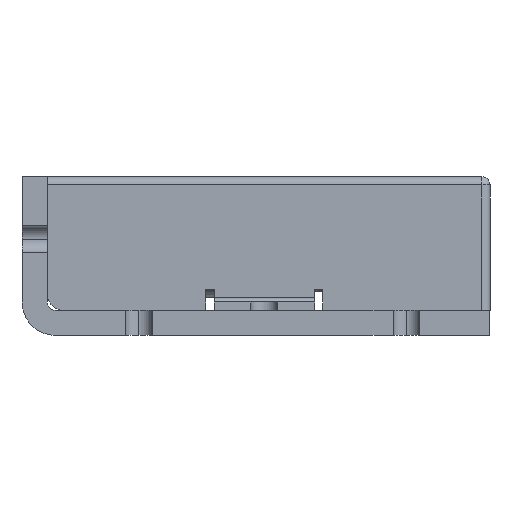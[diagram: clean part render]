
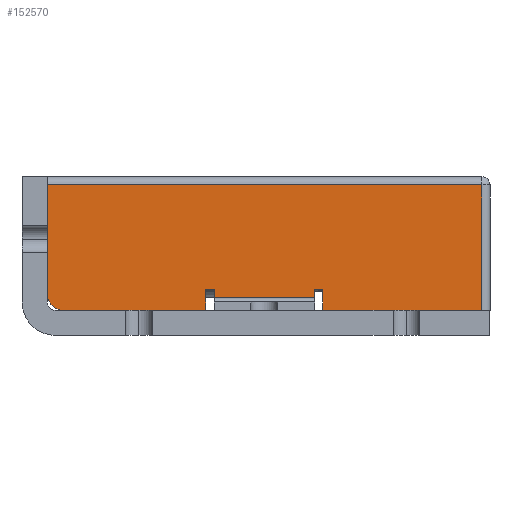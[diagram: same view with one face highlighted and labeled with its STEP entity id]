
A CAD part, left-side view. The second image highlights one B-rep face of the part: STEP entity #152570.
In plain terms, the highlighted face is planar.
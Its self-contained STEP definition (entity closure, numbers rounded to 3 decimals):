
#2833 = ORIENTED_EDGE ( 'NONE', *, *, #52262, .T. ) ;
#5367 = CARTESIAN_POINT ( 'NONE',  ( 42.366, 1., 23.899 ) ) ;
#7838 = DIRECTION ( 'NONE',  ( -1., 0., 0. ) ) ;
#9307 = EDGE_CURVE ( 'NONE', #55798, #112821, #101158, .T. ) ;
#9388 = LINE ( 'NONE', #100308, #73502 ) ;
#12001 = CARTESIAN_POINT ( 'NONE',  ( 42.366, 1., -29.101 ) ) ;
#16033 = LINE ( 'NONE', #131659, #80204 ) ;
#22046 = ORIENTED_EDGE ( 'NONE', *, *, #128286, .F. ) ;
#23504 = ORIENTED_EDGE ( 'NONE', *, *, #60332, .T. ) ;
#24417 = VECTOR ( 'NONE', #63956, 1000. ) ;
#24859 = DIRECTION ( 'NONE',  ( 0., 0., 1. ) ) ;
#26193 = EDGE_CURVE ( 'NONE', #125538, #113734, #117390, .T. ) ;
#27198 = CARTESIAN_POINT ( 'NONE',  ( 42.366, -12.5, -9.101 ) ) ;
#27385 = EDGE_CURVE ( 'NONE', #131739, #70147, #71906, .T. ) ;
#27889 = EDGE_CURVE ( 'NONE', #97770, #125538, #117111, .T. ) ;
#27963 = DIRECTION ( 'NONE',  ( 0., 0., -1. ) ) ;
#28559 = CARTESIAN_POINT ( 'NONE',  ( 42.366, -15., 21.899 ) ) ;
#30521 = VERTEX_POINT ( 'NONE', #152960 ) ;
#31107 = LINE ( 'NONE', #81954, #59431 ) ;
#31371 = VECTOR ( 'NONE', #24859, 1000. ) ;
#33268 = CARTESIAN_POINT ( 'NONE',  ( 42.366, -15., -29.101 ) ) ;
#35023 = VECTOR ( 'NONE', #44402, 1000. ) ;
#36188 = PLANE ( 'NONE',  #126805 ) ;
#37944 = VECTOR ( 'NONE', #134467, 1000. ) ;
#39248 = VECTOR ( 'NONE', #63647, 1000. ) ;
#39297 = DIRECTION ( 'NONE',  ( 1., 0., 0. ) ) ;
#39808 = DIRECTION ( 'NONE',  ( 0., 0., 1. ) ) ;
#44402 = DIRECTION ( 'NONE',  ( 0., 0., 1. ) ) ;
#45223 = ORIENTED_EDGE ( 'NONE', *, *, #27385, .F. ) ;
#47298 = ORIENTED_EDGE ( 'NONE', *, *, #108534, .T. ) ;
#47973 = EDGE_CURVE ( 'NONE', #152931, #55798, #31107, .T. ) ;
#49673 = CARTESIAN_POINT ( 'NONE',  ( 42.366, -12.5, 3.899 ) ) ;
#52262 = EDGE_CURVE ( 'NONE', #63912, #30521, #56566, .T. ) ;
#52949 = EDGE_LOOP ( 'NONE', ( #59700, #23504, #105593, #2833, #92136, #69634, #96160, #152410, #45223, #47298, #121889, #123288, #22046 ) ) ;
#53394 = VECTOR ( 'NONE', #57875, 1000. ) ;
#55798 = VERTEX_POINT ( 'NONE', #148708 ) ;
#56566 = LINE ( 'NONE', #5367, #24417 ) ;
#57875 = DIRECTION ( 'NONE',  ( 0., 0., 1. ) ) ;
#58608 = VECTOR ( 'NONE', #82339, 1000. ) ;
#59431 = VECTOR ( 'NONE', #94143, 1000. ) ;
#59700 = ORIENTED_EDGE ( 'NONE', *, *, #134740, .F. ) ;
#60332 = EDGE_CURVE ( 'NONE', #101538, #100269, #16033, .T. ) ;
#62213 = CARTESIAN_POINT ( 'NONE',  ( 42.366, -15., -8.101 ) ) ;
#62934 = VECTOR ( 'NONE', #90097, 1000. ) ;
#63080 = CARTESIAN_POINT ( 'NONE',  ( 42.366, -13., 21.899 ) ) ;
#63647 = DIRECTION ( 'NONE',  ( 0., 0., 1. ) ) ;
#63912 = VERTEX_POINT ( 'NONE', #85751 ) ;
#63956 = DIRECTION ( 'NONE',  ( 0., -1., 0. ) ) ;
#69634 = ORIENTED_EDGE ( 'NONE', *, *, #9307, .F. ) ;
#69849 = CARTESIAN_POINT ( 'NONE',  ( 42.366, -13.5, 3.899 ) ) ;
#70147 = VERTEX_POINT ( 'NONE', #86399 ) ;
#71906 = LINE ( 'NONE', #123732, #109672 ) ;
#73502 = VECTOR ( 'NONE', #27963, 1000. ) ;
#74799 = LINE ( 'NONE', #49673, #31371 ) ;
#76952 = EDGE_CURVE ( 'NONE', #30521, #112821, #100876, .T. ) ;
#80204 = VECTOR ( 'NONE', #132181, 1000. ) ;
#80396 = CARTESIAN_POINT ( 'NONE',  ( 42.366, 0., -28.101 ) ) ;
#81954 = CARTESIAN_POINT ( 'NONE',  ( 42.366, -15., 4.899 ) ) ;
#82339 = DIRECTION ( 'NONE',  ( 0., 0., 1. ) ) ;
#85416 = FACE_OUTER_BOUND ( 'NONE', #52949, .T. ) ;
#85751 = CARTESIAN_POINT ( 'NONE',  ( 42.366, 0., 23.899 ) ) ;
#86399 = CARTESIAN_POINT ( 'NONE',  ( 42.366, -12.5, 3.899 ) ) ;
#86519 = LINE ( 'NONE', #87393, #39248 ) ;
#87393 = CARTESIAN_POINT ( 'NONE',  ( 42.366, -15., -29.101 ) ) ;
#90097 = DIRECTION ( 'NONE',  ( 0., 1., 0. ) ) ;
#92136 = ORIENTED_EDGE ( 'NONE', *, *, #76952, .T. ) ;
#94143 = DIRECTION ( 'NONE',  ( 0., -1., 0. ) ) ;
#95906 = DIRECTION ( 'NONE',  ( 0., 0., 1. ) ) ;
#96160 = ORIENTED_EDGE ( 'NONE', *, *, #47973, .F. ) ;
#97770 = VERTEX_POINT ( 'NONE', #27198 ) ;
#100269 = VERTEX_POINT ( 'NONE', #80396 ) ;
#100308 = CARTESIAN_POINT ( 'NONE',  ( 42.366, -13.5, -8.101 ) ) ;
#100421 = EDGE_CURVE ( 'NONE', #70147, #152931, #74799, .T. ) ;
#100876 = CIRCLE ( 'NONE', #117456, 2. ) ;
#101158 = LINE ( 'NONE', #33268, #35023 ) ;
#101538 = VERTEX_POINT ( 'NONE', #154608 ) ;
#103890 = EDGE_CURVE ( 'NONE', #100269, #63912, #145957, .T. ) ;
#105593 = ORIENTED_EDGE ( 'NONE', *, *, #103890, .T. ) ;
#108534 = EDGE_CURVE ( 'NONE', #131739, #113734, #9388, .T. ) ;
#109672 = VECTOR ( 'NONE', #123218, 1000. ) ;
#112821 = VERTEX_POINT ( 'NONE', #28559 ) ;
#113583 = VERTEX_POINT ( 'NONE', #121116 ) ;
#113734 = VERTEX_POINT ( 'NONE', #138447 ) ;
#114043 = CARTESIAN_POINT ( 'NONE',  ( 42.366, -12.5, -8.101 ) ) ;
#117111 = LINE ( 'NONE', #114043, #58608 ) ;
#117390 = LINE ( 'NONE', #62213, #37944 ) ;
#117456 = AXIS2_PLACEMENT_3D ( 'NONE', #63080, #39297, #39808 ) ;
#121116 = CARTESIAN_POINT ( 'NONE',  ( 42.366, -15., -9.101 ) ) ;
#121502 = LINE ( 'NONE', #122251, #62934 ) ;
#121889 = ORIENTED_EDGE ( 'NONE', *, *, #26193, .F. ) ;
#122251 = CARTESIAN_POINT ( 'NONE',  ( 42.366, -15., -9.101 ) ) ;
#123218 = DIRECTION ( 'NONE',  ( 0., 1., 0. ) ) ;
#123288 = ORIENTED_EDGE ( 'NONE', *, *, #27889, .F. ) ;
#123732 = CARTESIAN_POINT ( 'NONE',  ( 42.366, -15., 3.899 ) ) ;
#125538 = VERTEX_POINT ( 'NONE', #131700 ) ;
#126805 = AXIS2_PLACEMENT_3D ( 'NONE', #12001, #7838, #95906 ) ;
#127946 = CARTESIAN_POINT ( 'NONE',  ( 42.366, -12.5, 4.899 ) ) ;
#128286 = EDGE_CURVE ( 'NONE', #113583, #97770, #121502, .T. ) ;
#130692 = CARTESIAN_POINT ( 'NONE',  ( 42.366, 0., 23.899 ) ) ;
#131659 = CARTESIAN_POINT ( 'NONE',  ( 42.366, 1., -28.101 ) ) ;
#131700 = CARTESIAN_POINT ( 'NONE',  ( 42.366, -12.5, -8.101 ) ) ;
#131739 = VERTEX_POINT ( 'NONE', #69849 ) ;
#132181 = DIRECTION ( 'NONE',  ( 0., 1., 0. ) ) ;
#134467 = DIRECTION ( 'NONE',  ( 0., -1., 0. ) ) ;
#134740 = EDGE_CURVE ( 'NONE', #101538, #113583, #86519, .T. ) ;
#138447 = CARTESIAN_POINT ( 'NONE',  ( 42.366, -13.5, -8.101 ) ) ;
#145957 = LINE ( 'NONE', #130692, #53394 ) ;
#148708 = CARTESIAN_POINT ( 'NONE',  ( 42.366, -15., 4.899 ) ) ;
#152410 = ORIENTED_EDGE ( 'NONE', *, *, #100421, .F. ) ;
#152570 = ADVANCED_FACE ( 'NONE', ( #85416 ), #36188, .F. ) ;
#152931 = VERTEX_POINT ( 'NONE', #127946 ) ;
#152960 = CARTESIAN_POINT ( 'NONE',  ( 42.366, -13., 23.899 ) ) ;
#154608 = CARTESIAN_POINT ( 'NONE',  ( 42.366, -15., -28.101 ) ) ;
